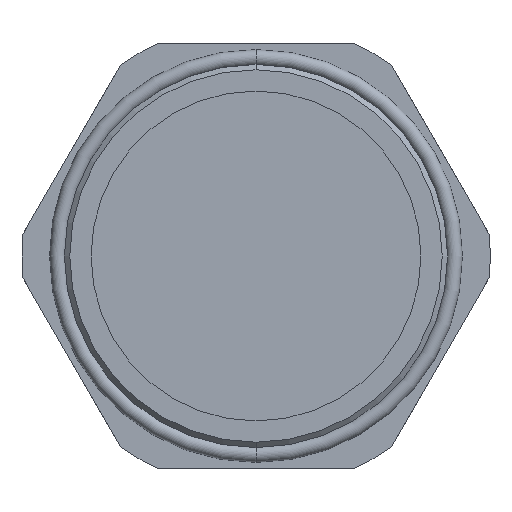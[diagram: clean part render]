
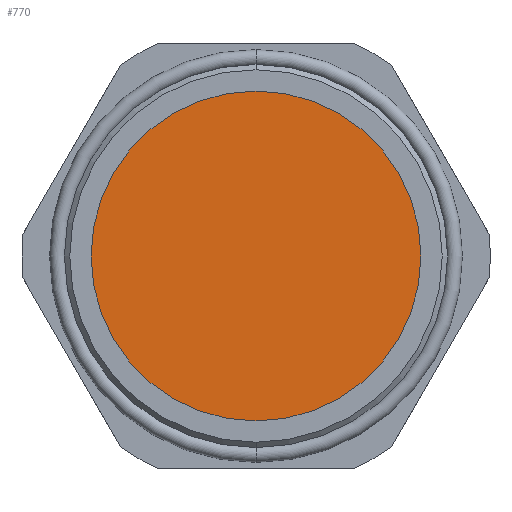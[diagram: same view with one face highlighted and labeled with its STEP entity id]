
A CAD part, front view. The second image highlights one B-rep face of the part: STEP entity #770.
In plain terms, the highlighted planar face has unit normal (0, -1, 0).
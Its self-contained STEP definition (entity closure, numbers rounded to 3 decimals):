
#135 = ORIENTED_EDGE ( 'NONE', *, *, #950, .T. ) ;
#148 = ORIENTED_EDGE ( 'NONE', *, *, #944, .T. ) ;
#457 = VERTEX_POINT ( 'NONE', #542 ) ;
#464 = VERTEX_POINT ( 'NONE', #549 ) ;
#509 = EDGE_LOOP ( 'NONE', ( #148, #135 ) ) ;
#542 = CARTESIAN_POINT ( 'NONE',  ( 0., -1.5, 15.5 ) ) ;
#549 = CARTESIAN_POINT ( 'NONE',  ( 0., -1.5, -15.5 ) ) ;
#588 = PLANE ( 'NONE',  #853 ) ;
#589 = CARTESIAN_POINT ( 'NONE',  ( -15.5, -1.5, 0. ) ) ;
#590 = DIRECTION ( 'NONE',  ( 0., 1., 0. ) ) ;
#591 = DIRECTION ( 'NONE',  ( 0., 0., 1. ) ) ;
#770 = ADVANCED_FACE ( 'NONE', ( #862 ), #588, .F. ) ;
#826 = CARTESIAN_POINT ( 'NONE',  ( 0., -1.5, 0. ) ) ;
#827 = DIRECTION ( 'NONE',  ( 0., -1., 0. ) ) ;
#828 = DIRECTION ( 'NONE',  ( 0., 0., -1. ) ) ;
#845 = CARTESIAN_POINT ( 'NONE',  ( 0., -1.5, 0. ) ) ;
#846 = DIRECTION ( 'NONE',  ( 0., -1., 0. ) ) ;
#847 = DIRECTION ( 'NONE',  ( 0., 0., -1. ) ) ;
#853 = AXIS2_PLACEMENT_3D ( 'NONE', #589, #590, #591 ) ;
#862 = FACE_OUTER_BOUND ( 'NONE', #509, .T. ) ;
#944 = EDGE_CURVE ( 'NONE', #464, #457, #1015, .T. ) ;
#950 = EDGE_CURVE ( 'NONE', #457, #464, #1020, .T. ) ;
#1015 = CIRCLE ( 'NONE', #1059, 15.5 ) ;
#1020 = CIRCLE ( 'NONE', #1086, 15.5 ) ;
#1059 = AXIS2_PLACEMENT_3D ( 'NONE', #826, #827, #828 ) ;
#1086 = AXIS2_PLACEMENT_3D ( 'NONE', #845, #846, #847 ) ;
